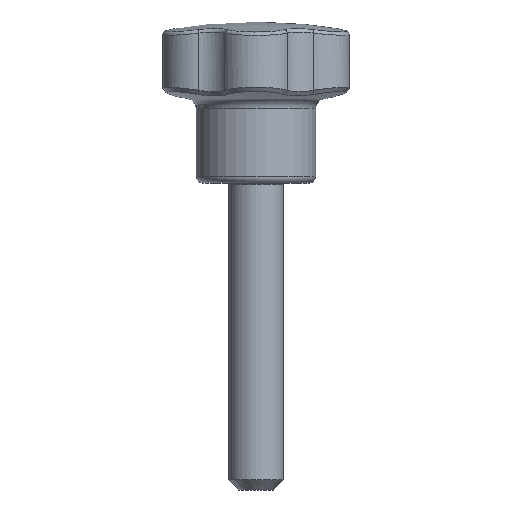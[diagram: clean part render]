
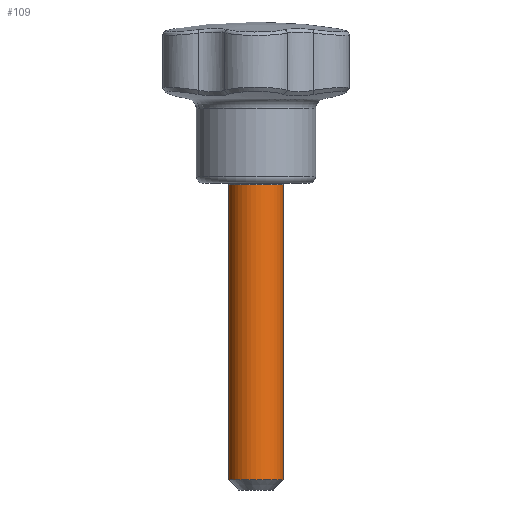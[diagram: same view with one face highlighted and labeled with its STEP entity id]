
A CAD part, front view. The second image highlights one B-rep face of the part: STEP entity #109.
In plain terms, the highlighted cylindrical face has radius 4 mm (diameter 8 mm), a full revolution.
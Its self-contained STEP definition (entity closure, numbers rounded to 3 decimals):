
#109 = ADVANCED_FACE( '', ( #245, #246 ), #247, .T. );
#245 = FACE_OUTER_BOUND( '', #890, .T. );
#246 = FACE_OUTER_BOUND( '', #891, .T. );
#247 = CYLINDRICAL_SURFACE( '', #892, 4. );
#890 = EDGE_LOOP( '', ( #3298 ) );
#891 = EDGE_LOOP( '', ( #3299 ) );
#892 = AXIS2_PLACEMENT_3D( '', #3300, #3301, #3302 );
#3298 = ORIENTED_EDGE( '', *, *, #3564, .T. );
#3299 = ORIENTED_EDGE( '', *, *, #3565, .T. );
#3300 = CARTESIAN_POINT( '', ( 0., 0., -57. ) );
#3301 = DIRECTION( '', ( 0., 0., -1. ) );
#3302 = DIRECTION( '', ( 1., 0., 0. ) );
#3564 = EDGE_CURVE( '', #3751, #3751, #3752, .F. );
#3565 = EDGE_CURVE( '', #3753, #3753, #3754, .T. );
#3751 = VERTEX_POINT( '', #5229 );
#3752 = CIRCLE( '', #5230, 4. );
#3753 = VERTEX_POINT( '', #5231 );
#3754 = CIRCLE( '', #5232, 4. );
#5229 = CARTESIAN_POINT( '', ( 4., 0., -0.2 ) );
#5230 = AXIS2_PLACEMENT_3D( '', #5879, #5880, #5881 );
#5231 = CARTESIAN_POINT( '', ( 4., 0., -43.5 ) );
#5232 = AXIS2_PLACEMENT_3D( '', #5882, #5883, #5884 );
#5879 = CARTESIAN_POINT( '', ( 0., 0., -0.2 ) );
#5880 = DIRECTION( '', ( 0., 0., 1. ) );
#5881 = DIRECTION( '', ( 1., 0., 0. ) );
#5882 = CARTESIAN_POINT( '', ( 0., 0., -43.5 ) );
#5883 = DIRECTION( '', ( 0., 0., 1. ) );
#5884 = DIRECTION( '', ( 1., 0., 0. ) );
